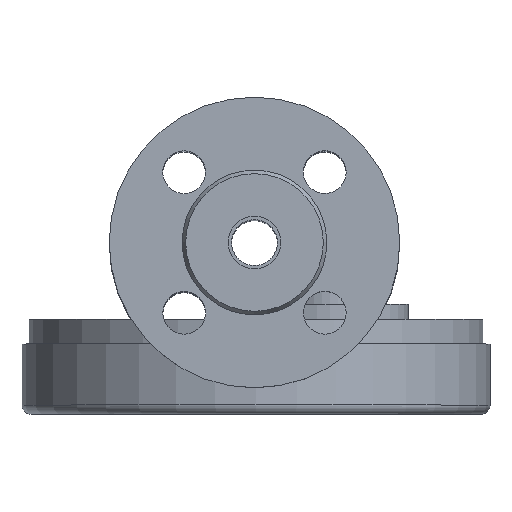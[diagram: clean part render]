
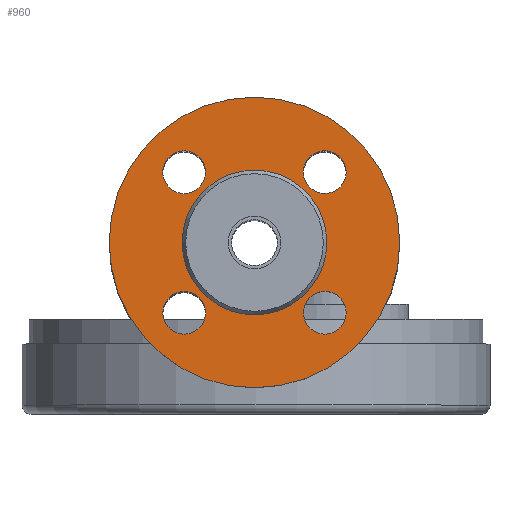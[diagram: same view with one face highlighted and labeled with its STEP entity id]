
A CAD part, top view. The second image highlights one B-rep face of the part: STEP entity #960.
In plain terms, the highlighted face is planar.
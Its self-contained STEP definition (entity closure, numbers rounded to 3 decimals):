
#960 = ADVANCED_FACE( '', ( #1919, #1920, #1921, #1922, #1923, #1924 ), #1925, .F. );
#1919 = FACE_OUTER_BOUND( '', #2897, .T. );
#1920 = FACE_BOUND( '', #2898, .T. );
#1921 = FACE_BOUND( '', #2899, .T. );
#1922 = FACE_BOUND( '', #2900, .T. );
#1923 = FACE_BOUND( '', #2901, .T. );
#1924 = FACE_BOUND( '', #2902, .T. );
#1925 = PLANE( '', #2903 );
#2897 = EDGE_LOOP( '', ( #5305 ) );
#2898 = EDGE_LOOP( '', ( #5306 ) );
#2899 = EDGE_LOOP( '', ( #5307 ) );
#2900 = EDGE_LOOP( '', ( #5308 ) );
#2901 = EDGE_LOOP( '', ( #5309 ) );
#2902 = EDGE_LOOP( '', ( #5310 ) );
#2903 = AXIS2_PLACEMENT_3D( '', #5311, #5312, #5313 );
#5305 = ORIENTED_EDGE( '', *, *, #6599, .F. );
#5306 = ORIENTED_EDGE( '', *, *, #6575, .F. );
#5307 = ORIENTED_EDGE( '', *, *, #6325, .F. );
#5308 = ORIENTED_EDGE( '', *, *, #6224, .T. );
#5309 = ORIENTED_EDGE( '', *, *, #6094, .F. );
#5310 = ORIENTED_EDGE( '', *, *, #6309, .F. );
#5311 = CARTESIAN_POINT( '', ( 23.655, 0., 2. ) );
#5312 = DIRECTION( '', ( 0., 0., 1. ) );
#5313 = DIRECTION( '', ( 1., 0., 0. ) );
#6094 = EDGE_CURVE( '', #7244, #7244, #7245, .F. );
#6224 = EDGE_CURVE( '', #7443, #7443, #7444, .T. );
#6309 = EDGE_CURVE( '', #7567, #7567, #7568, .F. );
#6325 = EDGE_CURVE( '', #7590, #7590, #7591, .F. );
#6575 = EDGE_CURVE( '', #7916, #7916, #7917, .F. );
#6599 = EDGE_CURVE( '', #7945, #7945, #7946, .T. );
#7244 = VERTEX_POINT( '', #8987 );
#7245 = CIRCLE( '', #8988, 7. );
#7443 = VERTEX_POINT( '', #9401 );
#7444 = CIRCLE( '', #9402, 23.655 );
#7567 = VERTEX_POINT( '', #9646 );
#7568 = CIRCLE( '', #9647, 7. );
#7590 = VERTEX_POINT( '', #9679 );
#7591 = CIRCLE( '', #9680, 7. );
#7916 = VERTEX_POINT( '', #10597 );
#7917 = CIRCLE( '', #10598, 7. );
#7945 = VERTEX_POINT( '', #10645 );
#7946 = CIRCLE( '', #10646, 47.5 );
#8987 = CARTESIAN_POINT( '', ( -15.981, -22.981, 2. ) );
#8988 = AXIS2_PLACEMENT_3D( '', #11103, #11104, #11105 );
#9401 = CARTESIAN_POINT( '', ( 23.655, 0., 2. ) );
#9402 = AXIS2_PLACEMENT_3D( '', #11204, #11205, #11206 );
#9646 = CARTESIAN_POINT( '', ( 29.981, 22.981, 2. ) );
#9647 = AXIS2_PLACEMENT_3D( '', #11269, #11270, #11271 );
#9679 = CARTESIAN_POINT( '', ( -15.981, 22.981, 2. ) );
#9680 = AXIS2_PLACEMENT_3D( '', #11285, #11286, #11287 );
#10597 = CARTESIAN_POINT( '', ( 29.981, -22.981, 2. ) );
#10598 = AXIS2_PLACEMENT_3D( '', #11439, #11440, #11441 );
#10645 = CARTESIAN_POINT( '', ( 47.5, 0., 2. ) );
#10646 = AXIS2_PLACEMENT_3D( '', #11455, #11456, #11457 );
#11103 = CARTESIAN_POINT( '', ( -22.981, -22.981, 2. ) );
#11104 = DIRECTION( '', ( 0., 0., 1. ) );
#11105 = DIRECTION( '', ( 1., 0., 0. ) );
#11204 = CARTESIAN_POINT( '', ( 0., 0., 2. ) );
#11205 = DIRECTION( '', ( 0., 0., 1. ) );
#11206 = DIRECTION( '', ( 1., 0., 0. ) );
#11269 = CARTESIAN_POINT( '', ( 22.981, 22.981, 2. ) );
#11270 = DIRECTION( '', ( 0., 0., 1. ) );
#11271 = DIRECTION( '', ( 1., 0., 0. ) );
#11285 = CARTESIAN_POINT( '', ( -22.981, 22.981, 2. ) );
#11286 = DIRECTION( '', ( 0., 0., 1. ) );
#11287 = DIRECTION( '', ( 1., 0., 0. ) );
#11439 = CARTESIAN_POINT( '', ( 22.981, -22.981, 2. ) );
#11440 = DIRECTION( '', ( 0., 0., 1. ) );
#11441 = DIRECTION( '', ( 1., 0., 0. ) );
#11455 = CARTESIAN_POINT( '', ( 0., 0., 2. ) );
#11456 = DIRECTION( '', ( 0., 0., 1. ) );
#11457 = DIRECTION( '', ( 1., 0., 0. ) );
